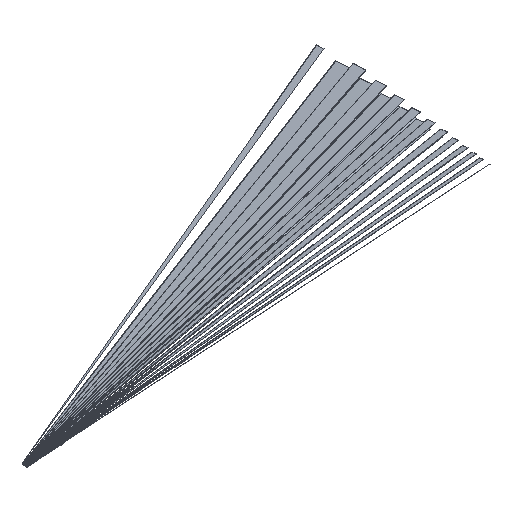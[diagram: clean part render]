
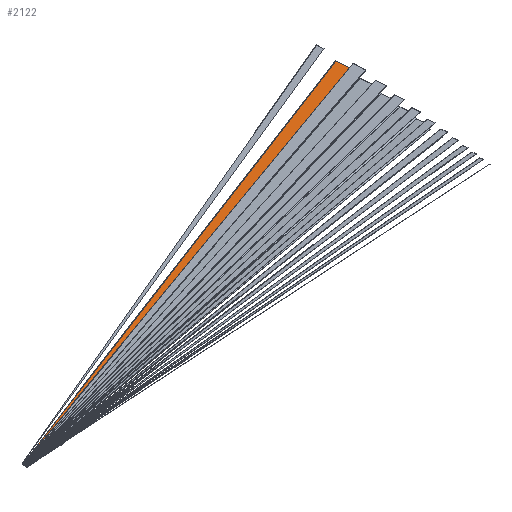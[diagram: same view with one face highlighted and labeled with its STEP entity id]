
A CAD part, isometric view. The second image highlights one B-rep face of the part: STEP entity #2122.
In plain terms, the highlighted planar face has unit normal (-0.044, 0.078, 0.996).
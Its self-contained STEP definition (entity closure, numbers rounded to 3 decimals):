
#70 = PLANE('',#71);
#71 = AXIS2_PLACEMENT_3D('',#72,#73,#74);
#72 = CARTESIAN_POINT('',(750.,150.,150.));
#73 = DIRECTION('',(-1.,0.,0.));
#74 = DIRECTION('',(0.,0.,-1.));
#121 = PLANE('',#122);
#122 = AXIS2_PLACEMENT_3D('',#123,#124,#125);
#123 = CARTESIAN_POINT('',(20.,4.,4.));
#124 = DIRECTION('',(1.,0.,0.));
#125 = DIRECTION('',(0.,0.,1.));
#1830 = PLANE('',#1831);
#1831 = AXIS2_PLACEMENT_3D('',#1832,#1833,#1834);
#1832 = CARTESIAN_POINT('',(387.078,132.011,
    8.828));
#1833 = DIRECTION('',(0.292,-0.826,-0.482));
#1834 = DIRECTION('',(0.,0.504,-0.864)
  );
#1909 = EDGE_CURVE('',#1910,#1912,#1914,.T.);
#1910 = VERTEX_POINT('',#1911);
#1911 = CARTESIAN_POINT('',(20.,6.973,0.491));
#1912 = VERTEX_POINT('',#1913);
#1913 = CARTESIAN_POINT('',(750.,257.897,13.187));
#1914 = SURFACE_CURVE('',#1915,(#1919,#1925),.PCURVE_S1.);
#1915 = LINE('',#1916,#1917);
#1916 = CARTESIAN_POINT('',(389.066,133.833,
    6.91));
#1917 = VECTOR('',#1918,1.);
#1918 = DIRECTION('',(0.946,0.325,0.016)
  );
#1919 = PCURVE('',#1830,#1920);
#1920 = DEFINITIONAL_REPRESENTATION('',(#1921),#1924);
#1921 = B_SPLINE_CURVE_WITH_KNOTS('',1,(#1922,#1923),.UNSPECIFIED.,.F.,
  .F.,(2,2),(-467.516,458.915),.PIECEWISE_BEZIER_KNOTS.);
#1922 = CARTESIAN_POINT('',(-67.325,-460.182));
#1923 = CARTESIAN_POINT('',(71.189,455.836));
#1924 = ( GEOMETRIC_REPRESENTATION_CONTEXT(2) 
PARAMETRIC_REPRESENTATION_CONTEXT() REPRESENTATION_CONTEXT('2D SPACE',''
  ) );
#1925 = PCURVE('',#1926,#1931);
#1926 = PLANE('',#1927);
#1927 = AXIS2_PLACEMENT_3D('',#1928,#1929,#1930);
#1928 = CARTESIAN_POINT('',(389.732,139.426,
    6.503));
#1929 = DIRECTION('',(0.044,-0.078,
    -0.996));
#1930 = DIRECTION('',(0.,-0.997,
    0.078));
#1931 = DEFINITIONAL_REPRESENTATION('',(#1932),#1935);
#1932 = B_SPLINE_CURVE_WITH_KNOTS('',1,(#1933,#1934),.UNSPECIFIED.,.F.,
  .F.,(2,2),(-467.516,458.915),.PIECEWISE_BEZIER_KNOTS.);
#1933 = CARTESIAN_POINT('',(156.501,443.162));
#1934 = CARTESIAN_POINT('',(-142.51,-433.689));
#1935 = ( GEOMETRIC_REPRESENTATION_CONTEXT(2) 
PARAMETRIC_REPRESENTATION_CONTEXT() REPRESENTATION_CONTEXT('2D SPACE',''
  ) );
#2122 = ADVANCED_FACE('',(#2123),#1926,.F.);
#2123 = FACE_BOUND('',#2124,.F.);
#2124 = EDGE_LOOP('',(#2125,#2154,#2175,#2176));
#2125 = ORIENTED_EDGE('',*,*,#2126,.T.);
#2126 = EDGE_CURVE('',#2127,#2129,#2131,.T.);
#2127 = VERTEX_POINT('',#2128);
#2128 = CARTESIAN_POINT('',(20.,7.446,0.454));
#2129 = VERTEX_POINT('',#2130);
#2130 = CARTESIAN_POINT('',(750.,278.693,11.564));
#2131 = SURFACE_CURVE('',#2132,(#2136,#2143),.PCURVE_S1.);
#2132 = LINE('',#2133,#2134);
#2133 = CARTESIAN_POINT('',(20.,7.446,0.454));
#2134 = VECTOR('',#2135,1.);
#2135 = DIRECTION('',(0.937,0.348,0.014)
  );
#2136 = PCURVE('',#1926,#2137);
#2137 = DEFINITIONAL_REPRESENTATION('',(#2138),#2142);
#2138 = LINE('',#2139,#2140);
#2139 = CARTESIAN_POINT('',(131.11,370.091));
#2140 = VECTOR('',#2141,1.);
#2141 = DIRECTION('',(-0.346,-0.938));
#2142 = ( GEOMETRIC_REPRESENTATION_CONTEXT(2) 
PARAMETRIC_REPRESENTATION_CONTEXT() REPRESENTATION_CONTEXT('2D SPACE',''
  ) );
#2143 = PCURVE('',#2144,#2149);
#2144 = PLANE('',#2145);
#2145 = AXIS2_PLACEMENT_3D('',#2146,#2147,#2148);
#2146 = CARTESIAN_POINT('',(385.,143.055,5.86));
#2147 = DIRECTION('',(0.346,-0.934,0.088)
  );
#2148 = DIRECTION('',(-0.938,-0.347,0.)
  );
#2149 = DEFINITIONAL_REPRESENTATION('',(#2150),#2153);
#2150 = B_SPLINE_CURVE_WITH_KNOTS('',1,(#2151,#2152),.UNSPECIFIED.,.F.,
  .F.,(2,2),(0.,778.844),.PIECEWISE_BEZIER_KNOTS.);
#2151 = CARTESIAN_POINT('',(389.377,5.427));
#2152 = CARTESIAN_POINT('',(-389.387,-5.727));
#2153 = ( GEOMETRIC_REPRESENTATION_CONTEXT(2) 
PARAMETRIC_REPRESENTATION_CONTEXT() REPRESENTATION_CONTEXT('2D SPACE',''
  ) );
#2154 = ORIENTED_EDGE('',*,*,#2155,.T.);
#2155 = EDGE_CURVE('',#2129,#1912,#2156,.T.);
#2156 = SURFACE_CURVE('',#2157,(#2161,#2168),.PCURVE_S1.);
#2157 = LINE('',#2158,#2159);
#2158 = CARTESIAN_POINT('',(750.,278.693,11.564));
#2159 = VECTOR('',#2160,1.);
#2160 = DIRECTION('',(0.,-0.997,0.078));
#2161 = PCURVE('',#1926,#2162);
#2162 = DEFINITIONAL_REPRESENTATION('',(#2163),#2167);
#2163 = LINE('',#2164,#2165);
#2164 = CARTESIAN_POINT('',(-138.452,-360.618));
#2165 = VECTOR('',#2166,1.);
#2166 = DIRECTION('',(1.,0.));
#2167 = ( GEOMETRIC_REPRESENTATION_CONTEXT(2) 
PARAMETRIC_REPRESENTATION_CONTEXT() REPRESENTATION_CONTEXT('2D SPACE',''
  ) );
#2168 = PCURVE('',#70,#2169);
#2169 = DEFINITIONAL_REPRESENTATION('',(#2170),#2174);
#2170 = LINE('',#2171,#2172);
#2171 = CARTESIAN_POINT('',(138.436,-128.693));
#2172 = VECTOR('',#2173,1.);
#2173 = DIRECTION('',(-0.078,0.997));
#2174 = ( GEOMETRIC_REPRESENTATION_CONTEXT(2) 
PARAMETRIC_REPRESENTATION_CONTEXT() REPRESENTATION_CONTEXT('2D SPACE',''
  ) );
#2175 = ORIENTED_EDGE('',*,*,#1909,.F.);
#2176 = ORIENTED_EDGE('',*,*,#2177,.F.);
#2177 = EDGE_CURVE('',#2127,#1910,#2178,.T.);
#2178 = SURFACE_CURVE('',#2179,(#2183,#2189),.PCURVE_S1.);
#2179 = LINE('',#2180,#2181);
#2180 = CARTESIAN_POINT('',(20.,7.446,0.454));
#2181 = VECTOR('',#2182,1.);
#2182 = DIRECTION('',(0.,-0.997,0.078));
#2183 = PCURVE('',#1926,#2184);
#2184 = DEFINITIONAL_REPRESENTATION('',(#2185),#2188);
#2185 = B_SPLINE_CURVE_WITH_KNOTS('',1,(#2186,#2187),.UNSPECIFIED.,.F.,
  .F.,(2,2),(0.,0.559),.PIECEWISE_BEZIER_KNOTS.);
#2186 = CARTESIAN_POINT('',(131.11,370.091));
#2187 = CARTESIAN_POINT('',(131.668,370.091));
#2188 = ( GEOMETRIC_REPRESENTATION_CONTEXT(2) 
PARAMETRIC_REPRESENTATION_CONTEXT() REPRESENTATION_CONTEXT('2D SPACE',''
  ) );
#2189 = PCURVE('',#121,#2190);
#2190 = DEFINITIONAL_REPRESENTATION('',(#2191),#2195);
#2191 = LINE('',#2192,#2193);
#2192 = CARTESIAN_POINT('',(-3.546,-3.446));
#2193 = VECTOR('',#2194,1.);
#2194 = DIRECTION('',(0.078,0.997));
#2195 = ( GEOMETRIC_REPRESENTATION_CONTEXT(2) 
PARAMETRIC_REPRESENTATION_CONTEXT() REPRESENTATION_CONTEXT('2D SPACE',''
  ) );
